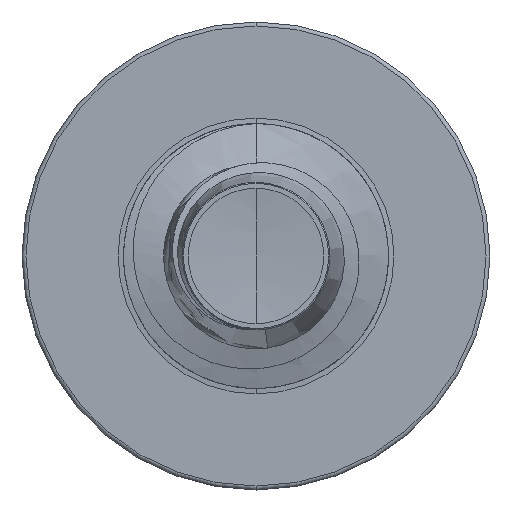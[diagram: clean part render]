
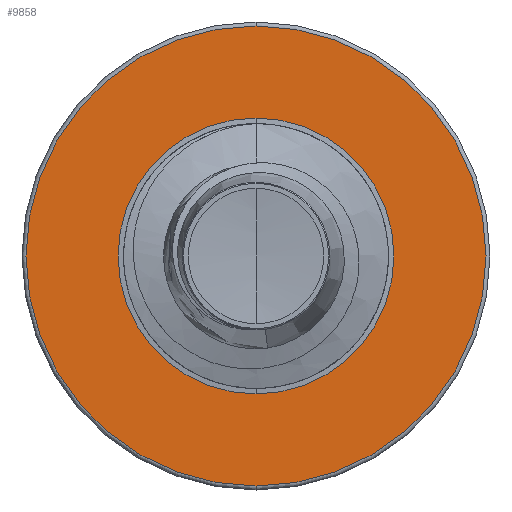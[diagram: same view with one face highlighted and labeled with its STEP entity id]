
A CAD part, front view. The second image highlights one B-rep face of the part: STEP entity #9858.
In plain terms, the highlighted planar face has unit normal (0, -1, 0).
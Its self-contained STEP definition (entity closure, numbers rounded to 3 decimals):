
#1097 = DIRECTION ( 'NONE',  ( 0., 0., 1. ) ) ;
#1119 = DIRECTION ( 'NONE',  ( 0., 1., 0. ) ) ;
#1131 = CARTESIAN_POINT ( 'NONE',  ( 0., 12.5, 0. ) ) ;
#1208 = EDGE_LOOP ( 'NONE', ( #16808, #6446 ) ) ;
#2730 = EDGE_CURVE ( 'NONE', #15555, #13421, #17261, .T. ) ;
#4977 = DIRECTION ( 'NONE',  ( 0., 1., 0. ) ) ;
#5040 = VERTEX_POINT ( 'NONE', #12716 ) ;
#5288 = DIRECTION ( 'NONE',  ( 0., 0., 1. ) ) ;
#5639 = CARTESIAN_POINT ( 'NONE',  ( 0., 12.5, 0. ) ) ;
#5831 = ORIENTED_EDGE ( 'NONE', *, *, #13618, .F. ) ;
#6446 = ORIENTED_EDGE ( 'NONE', *, *, #9794, .T. ) ;
#7838 = AXIS2_PLACEMENT_3D ( 'NONE', #18050, #17904, #17900 ) ;
#8019 = EDGE_LOOP ( 'NONE', ( #5831, #10759 ) ) ;
#8677 = CIRCLE ( 'NONE', #17226, 1.562 ) ;
#9141 = VERTEX_POINT ( 'NONE', #14602 ) ;
#9404 = CARTESIAN_POINT ( 'NONE',  ( 0., 12.5, 2.605 ) ) ;
#9794 = EDGE_CURVE ( 'NONE', #5040, #9141, #8677, .T. ) ;
#9858 = ADVANCED_FACE ( 'NONE', ( #12945, #15798 ), #13036, .F. ) ;
#10759 = ORIENTED_EDGE ( 'NONE', *, *, #2730, .F. ) ;
#11108 = AXIS2_PLACEMENT_3D ( 'NONE', #12988, #12906, #12905 ) ;
#12716 = CARTESIAN_POINT ( 'NONE',  ( 0., 12.5, -1.562 ) ) ;
#12905 = DIRECTION ( 'NONE',  ( 0., 0., 1. ) ) ;
#12906 = DIRECTION ( 'NONE',  ( 0., 1., 0. ) ) ;
#12923 = DIRECTION ( 'NONE',  ( 0., 0., 1. ) ) ;
#12939 = DIRECTION ( 'NONE',  ( 0., 1., 0. ) ) ;
#12945 = FACE_OUTER_BOUND ( 'NONE', #8019, .T. ) ;
#12954 = CARTESIAN_POINT ( 'NONE',  ( 0., 12.5, 0. ) ) ;
#12988 = CARTESIAN_POINT ( 'NONE',  ( 0., 12.5, -1.562 ) ) ;
#13036 = PLANE ( 'NONE',  #11108 ) ;
#13097 = EDGE_CURVE ( 'NONE', #9141, #5040, #14913, .T. ) ;
#13421 = VERTEX_POINT ( 'NONE', #9404 ) ;
#13618 = EDGE_CURVE ( 'NONE', #13421, #15555, #18223, .T. ) ;
#14602 = CARTESIAN_POINT ( 'NONE',  ( 0., 12.5, 1.562 ) ) ;
#14826 = CARTESIAN_POINT ( 'NONE',  ( 0., 12.5, -2.605 ) ) ;
#14913 = CIRCLE ( 'NONE', #17952, 1.562 ) ;
#15555 = VERTEX_POINT ( 'NONE', #14826 ) ;
#15597 = AXIS2_PLACEMENT_3D ( 'NONE', #5639, #4977, #5288 ) ;
#15798 = FACE_BOUND ( 'NONE', #1208, .T. ) ;
#16808 = ORIENTED_EDGE ( 'NONE', *, *, #13097, .T. ) ;
#17226 = AXIS2_PLACEMENT_3D ( 'NONE', #12954, #12939, #12923 ) ;
#17261 = CIRCLE ( 'NONE', #7838, 2.605 ) ;
#17900 = DIRECTION ( 'NONE',  ( 0., 0., 1. ) ) ;
#17904 = DIRECTION ( 'NONE',  ( 0., 1., 0. ) ) ;
#17952 = AXIS2_PLACEMENT_3D ( 'NONE', #1131, #1119, #1097 ) ;
#18050 = CARTESIAN_POINT ( 'NONE',  ( 0., 12.5, 0. ) ) ;
#18223 = CIRCLE ( 'NONE', #15597, 2.605 ) ;
